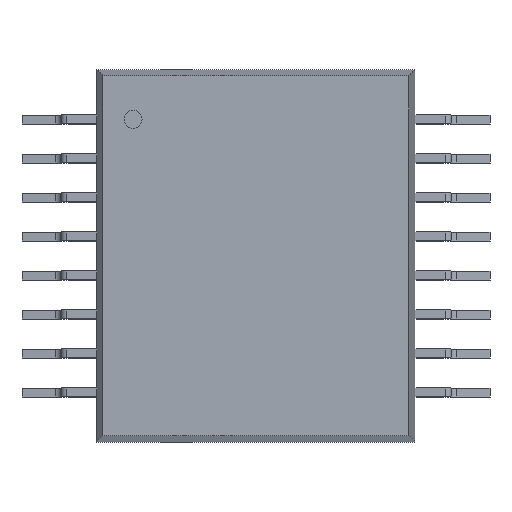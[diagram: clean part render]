
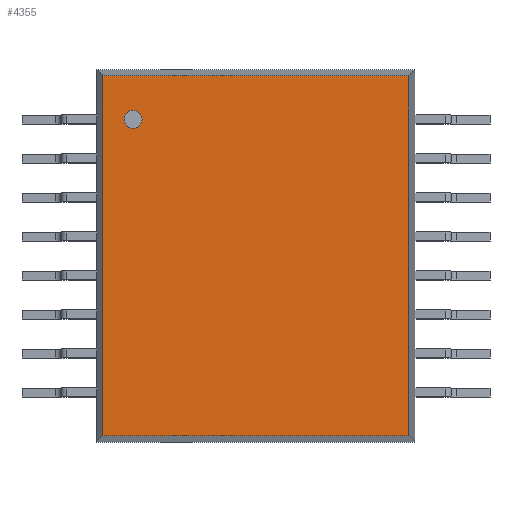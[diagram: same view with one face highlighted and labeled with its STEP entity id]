
A CAD part, top view. The second image highlights one B-rep face of the part: STEP entity #4355.
In plain terms, the highlighted planar face has unit normal (0, 0, 1).
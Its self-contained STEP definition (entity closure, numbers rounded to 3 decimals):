
#498=LINE('',#6998,#990);
#500=LINE('',#7002,#992);
#501=LINE('',#7004,#993);
#502=LINE('',#7005,#994);
#990=VECTOR('',#5810,10.);
#992=VECTOR('',#5814,10.);
#993=VECTOR('',#5815,10.);
#994=VECTOR('',#5816,10.);
#999=FACE_BOUND('',#1494,.T.);
#1268=FACE_OUTER_BOUND('',#1493,.T.);
#1493=EDGE_LOOP('',(#3684,#3685,#3686,#3687));
#1494=EDGE_LOOP('',(#3688));
#1500=CIRCLE('',#4371,0.15);
#1598=VERTEX_POINT('',#5833);
#1963=VERTEX_POINT('',#6995);
#1964=VERTEX_POINT('',#6997);
#1965=VERTEX_POINT('',#7001);
#1966=VERTEX_POINT('',#7003);
#1968=EDGE_CURVE('',#1598,#1598,#1500,.T.);
#2549=EDGE_CURVE('',#1963,#1964,#498,.T.);
#2551=EDGE_CURVE('',#1965,#1963,#500,.T.);
#2552=EDGE_CURVE('',#1966,#1965,#501,.T.);
#2553=EDGE_CURVE('',#1964,#1966,#502,.T.);
#3684=ORIENTED_EDGE('',*,*,#2549,.F.);
#3685=ORIENTED_EDGE('',*,*,#2551,.F.);
#3686=ORIENTED_EDGE('',*,*,#2552,.F.);
#3687=ORIENTED_EDGE('',*,*,#2553,.F.);
#3688=ORIENTED_EDGE('',*,*,#1968,.T.);
#3907=PLANE('',#4685);
#4355=ADVANCED_FACE('',(#1268,#999),#3907,.T.);
#4371=AXIS2_PLACEMENT_3D('',#5834,#4698,#4699);
#4685=AXIS2_PLACEMENT_3D('',#7000,#5812,#5813);
#4698=DIRECTION('center_axis',(0.,0.,-1.));
#4699=DIRECTION('ref_axis',(-1.,0.,0.));
#5810=DIRECTION('',(-1.,0.,0.));
#5812=DIRECTION('center_axis',(0.,0.,1.));
#5813=DIRECTION('ref_axis',(1.,0.,0.));
#5814=DIRECTION('',(0.,-1.,0.));
#5815=DIRECTION('',(1.,0.,0.));
#5816=DIRECTION('',(0.,1.,0.));
#5833=CARTESIAN_POINT('',(-1.9,2.275,1.8));
#5834=CARTESIAN_POINT('Origin',(-2.05,2.275,1.8));
#6995=CARTESIAN_POINT('',(2.55,-3.,1.8));
#6997=CARTESIAN_POINT('',(-2.55,-3.,1.8));
#6998=CARTESIAN_POINT('',(-0.663,-3.,1.8));
#7000=CARTESIAN_POINT('Origin',(1.325,1.55,1.8));
#7001=CARTESIAN_POINT('',(2.55,3.,1.8));
#7002=CARTESIAN_POINT('',(2.55,0.775,1.8));
#7003=CARTESIAN_POINT('',(-2.55,3.,1.8));
#7004=CARTESIAN_POINT('',(1.988,3.,1.8));
#7005=CARTESIAN_POINT('',(-2.55,2.325,1.8));
